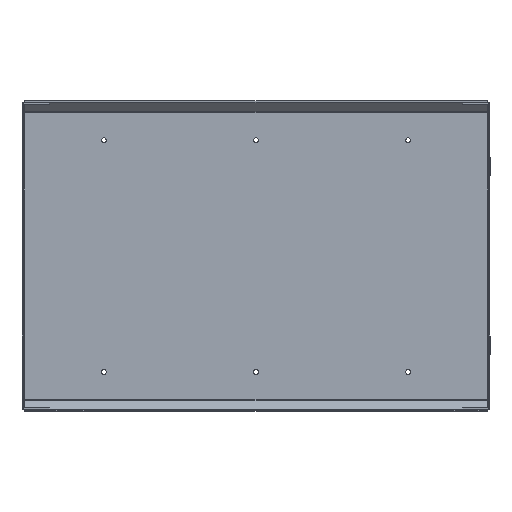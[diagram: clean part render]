
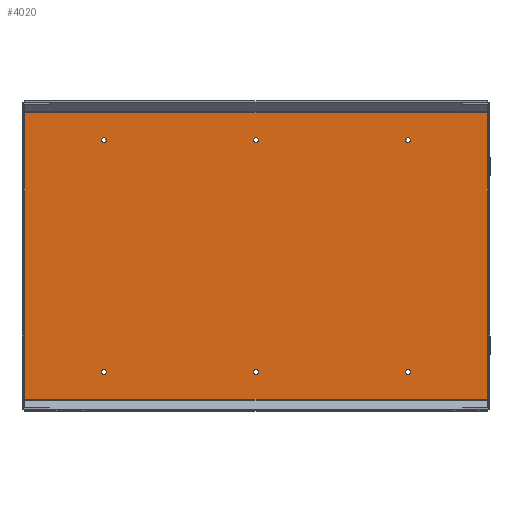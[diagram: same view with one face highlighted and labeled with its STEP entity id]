
A CAD part, top view. The second image highlights one B-rep face of the part: STEP entity #4020.
In plain terms, the highlighted planar face has unit normal (0, 0, 1).
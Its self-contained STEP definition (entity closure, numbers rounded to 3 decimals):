
#193=FACE_BOUND('',#873,.T.);
#194=FACE_BOUND('',#874,.T.);
#195=FACE_BOUND('',#875,.T.);
#196=FACE_BOUND('',#876,.T.);
#197=FACE_BOUND('',#877,.T.);
#198=FACE_BOUND('',#878,.T.);
#327=CIRCLE('',#4331,1.75);
#329=CIRCLE('',#4334,1.75);
#331=CIRCLE('',#4337,1.75);
#333=CIRCLE('',#4340,1.75);
#335=CIRCLE('',#4343,1.75);
#337=CIRCLE('',#4346,1.75);
#562=FACE_OUTER_BOUND('',#872,.T.);
#872=EDGE_LOOP('',(#3623,#3624,#3625,#3626));
#873=EDGE_LOOP('',(#3627));
#874=EDGE_LOOP('',(#3628));
#875=EDGE_LOOP('',(#3629));
#876=EDGE_LOOP('',(#3630));
#877=EDGE_LOOP('',(#3631));
#878=EDGE_LOOP('',(#3632));
#1238=LINE('',#6559,#1630);
#1242=LINE('',#6576,#1634);
#1269=LINE('',#6644,#1661);
#1270=LINE('',#6647,#1662);
#1630=VECTOR('',#5414,10.);
#1634=VECTOR('',#5436,10.);
#1661=VECTOR('',#5513,10.);
#1662=VECTOR('',#5518,10.);
#1977=VERTEX_POINT('',#6484);
#1979=VERTEX_POINT('',#6490);
#1981=VERTEX_POINT('',#6496);
#1983=VERTEX_POINT('',#6502);
#1985=VERTEX_POINT('',#6508);
#1987=VERTEX_POINT('',#6514);
#1991=VERTEX_POINT('',#6550);
#1992=VERTEX_POINT('',#6554);
#1995=VERTEX_POINT('',#6567);
#1996=VERTEX_POINT('',#6571);
#2473=EDGE_CURVE('',#1977,#1977,#327,.T.);
#2476=EDGE_CURVE('',#1979,#1979,#329,.T.);
#2479=EDGE_CURVE('',#1981,#1981,#331,.T.);
#2482=EDGE_CURVE('',#1983,#1983,#333,.T.);
#2485=EDGE_CURVE('',#1985,#1985,#335,.T.);
#2488=EDGE_CURVE('',#1987,#1987,#337,.T.);
#2510=EDGE_CURVE('',#1991,#1992,#1238,.T.);
#2518=EDGE_CURVE('',#1995,#1996,#1242,.T.);
#2553=EDGE_CURVE('',#1992,#1995,#1269,.T.);
#2554=EDGE_CURVE('',#1996,#1991,#1270,.T.);
#3623=ORIENTED_EDGE('',*,*,#2510,.T.);
#3624=ORIENTED_EDGE('',*,*,#2553,.T.);
#3625=ORIENTED_EDGE('',*,*,#2518,.T.);
#3626=ORIENTED_EDGE('',*,*,#2554,.T.);
#3627=ORIENTED_EDGE('',*,*,#2473,.T.);
#3628=ORIENTED_EDGE('',*,*,#2476,.T.);
#3629=ORIENTED_EDGE('',*,*,#2479,.T.);
#3630=ORIENTED_EDGE('',*,*,#2482,.T.);
#3631=ORIENTED_EDGE('',*,*,#2485,.T.);
#3632=ORIENTED_EDGE('',*,*,#2488,.T.);
#3810=PLANE('',#4404);
#4020=ADVANCED_FACE('',(#562,#193,#194,#195,#196,#197,#198),#3810,.F.);
#4331=AXIS2_PLACEMENT_3D('',#6485,#5317,#5318);
#4334=AXIS2_PLACEMENT_3D('',#6491,#5324,#5325);
#4337=AXIS2_PLACEMENT_3D('',#6497,#5331,#5332);
#4340=AXIS2_PLACEMENT_3D('',#6503,#5338,#5339);
#4343=AXIS2_PLACEMENT_3D('',#6509,#5345,#5346);
#4346=AXIS2_PLACEMENT_3D('',#6515,#5352,#5353);
#4404=AXIS2_PLACEMENT_3D('',#6646,#5516,#5517);
#5317=DIRECTION('center_axis',(0.,0.,-1.));
#5318=DIRECTION('ref_axis',(-1.,0.,0.));
#5324=DIRECTION('center_axis',(0.,0.,-1.));
#5325=DIRECTION('ref_axis',(-1.,0.,0.));
#5331=DIRECTION('center_axis',(0.,0.,-1.));
#5332=DIRECTION('ref_axis',(-1.,0.,0.));
#5338=DIRECTION('center_axis',(0.,0.,-1.));
#5339=DIRECTION('ref_axis',(-1.,0.,0.));
#5345=DIRECTION('center_axis',(0.,0.,-1.));
#5346=DIRECTION('ref_axis',(-1.,0.,0.));
#5352=DIRECTION('center_axis',(0.,0.,-1.));
#5353=DIRECTION('ref_axis',(-1.,0.,0.));
#5414=DIRECTION('',(0.,1.,0.));
#5436=DIRECTION('',(0.,-1.,0.));
#5513=DIRECTION('',(-1.,0.,0.));
#5516=DIRECTION('center_axis',(0.,0.,-1.));
#5517=DIRECTION('ref_axis',(0.,1.,0.));
#5518=DIRECTION('',(1.,0.,0.));
#6484=CARTESIAN_POINT('',(-109.5,84.586,4.5));
#6485=CARTESIAN_POINT('Origin',(-111.25,84.586,4.5));
#6490=CARTESIAN_POINT('',(112.5,-84.586,4.5));
#6491=CARTESIAN_POINT('Origin',(110.75,-84.586,4.5));
#6496=CARTESIAN_POINT('',(-109.5,-84.586,4.5));
#6497=CARTESIAN_POINT('Origin',(-111.25,-84.586,4.5));
#6502=CARTESIAN_POINT('',(1.5,84.586,4.5));
#6503=CARTESIAN_POINT('Origin',(-0.25,84.586,4.5));
#6508=CARTESIAN_POINT('',(112.5,84.586,4.5));
#6509=CARTESIAN_POINT('Origin',(110.75,84.586,4.5));
#6514=CARTESIAN_POINT('',(1.5,-84.586,4.5));
#6515=CARTESIAN_POINT('Origin',(-0.25,-84.586,4.5));
#6550=CARTESIAN_POINT('',(168.5,-104.586,4.5));
#6554=CARTESIAN_POINT('',(168.5,104.586,4.5));
#6559=CARTESIAN_POINT('',(168.5,-104.793,4.5));
#6567=CARTESIAN_POINT('',(-169.,104.586,4.5));
#6571=CARTESIAN_POINT('',(-169.,-104.586,4.5));
#6576=CARTESIAN_POINT('',(-169.,-0.207,4.5));
#6644=CARTESIAN_POINT('',(84.25,104.586,4.5));
#6646=CARTESIAN_POINT('Origin',(0.,-105.,4.5));
#6647=CARTESIAN_POINT('',(-84.5,-104.586,4.5));
